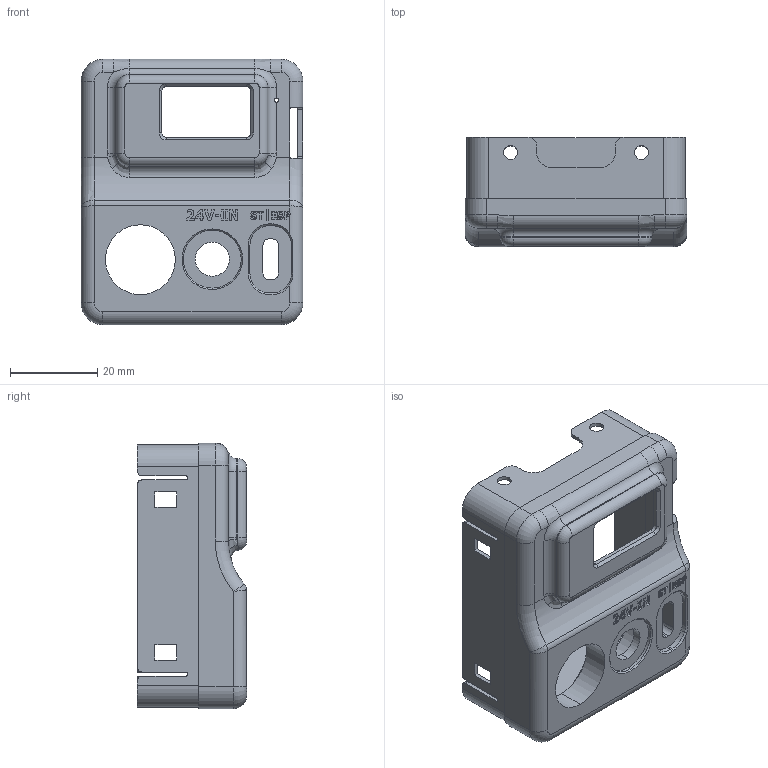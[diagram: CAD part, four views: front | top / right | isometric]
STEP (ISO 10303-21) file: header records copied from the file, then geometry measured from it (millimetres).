
FILE_DESCRIPTION (( 'STEP AP203' ), '1' );
FILE_NAME ('Dummy-0017.STEP_默认_sldprt.STEP', '2025-11-13T14:25:55', ( '' ), ( '' ), 'SwSTEP 2.0', 'SolidWorks 2020', '' );
FILE_SCHEMA (( 'CONFIG_CONTROL_DESIGN' ));
Length unit declared in the file: millimetre
Products named in the file (1): Dummy-0017.STEP_默认_sldprt
Bounding box: 50.8 x 25 x 60.8 mm (x, y, z)
Volume: 14211.4 mm3; surface area: 15064.1 mm2
Topology: 1 solids, 1 shells, 485 faces, 1282 edges, 806 vertices
Faces by surface type: plane 219, cylinder 150, bspline 56, torus 37, cone 14, sphere 9
Entity records: 17302 total; most frequent: CARTESIAN_POINT 5375, ORIENTED_EDGE 2542, DIRECTION 2361, EDGE_CURVE 1271, VERTEX_POINT 806, AXIS2_PLACEMENT_3D 788, LINE 785, VECTOR 785
